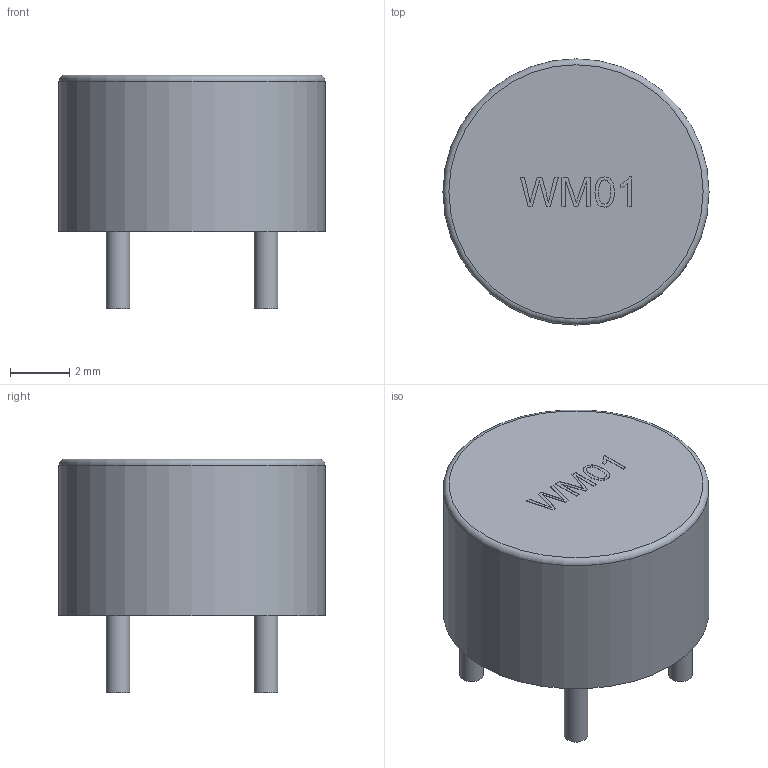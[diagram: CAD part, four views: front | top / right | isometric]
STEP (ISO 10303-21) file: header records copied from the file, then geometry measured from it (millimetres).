
FILE_DESCRIPTION(/* description */ (''),/* implementation_level */ '2;1');
FILE_NAME(/* name */ 'WOM_package.step',/* time_stamp */ '2022-08-29T00:24:18+03:00',/* author */ (''),/* organization */ (''),/* preprocessor_version */ 'ST-DEVELOPER v19',/* originating_system */ 'Autodesk Translation Framework v11.7.0.108',/* authorisation */ '');
FILE_SCHEMA (('AUTOMOTIVE_DESIGN { 1 0 10303 214 3 1 1 }'));
Length unit declared in the file: millimetre
Products named in the file (1): WOM package
Bounding box: 9 x 9 x 7.9 mm (x, y, z)
Volume: 342.1 mm3; surface area: 301 mm2
Topology: 1 solids, 1 shells, 80 faces, 206 edges, 137 vertices
Faces by surface type: plane 42, bspline 32, cylinder 5, torus 1
Full cylindrical faces by diameter (mm): 0.8 x4, 9 x1
Entity records: 2770 total; most frequent: CARTESIAN_POINT 968, ORIENTED_EDGE 412, DIRECTION 252, EDGE_CURVE 206, VERTEX_POINT 137, LINE 130, VECTOR 130, EDGE_LOOP 89
